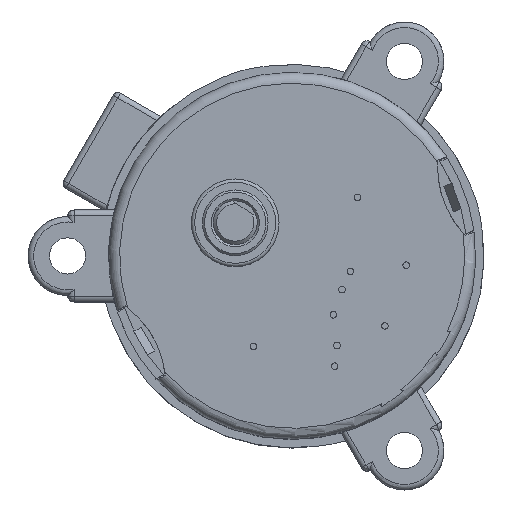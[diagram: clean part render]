
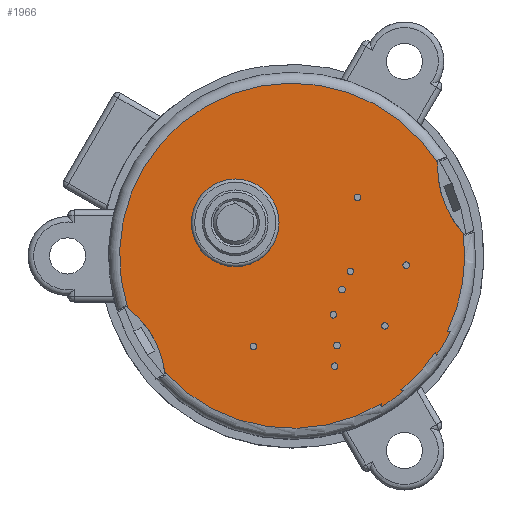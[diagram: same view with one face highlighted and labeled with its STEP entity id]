
A CAD part, top view. The second image highlights one B-rep face of the part: STEP entity #1966.
In plain terms, the highlighted planar face has unit normal (0, 0, 1).
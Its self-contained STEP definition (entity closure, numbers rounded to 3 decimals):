
#1423=FACE_BOUND('',#3520,.T.);
#1424=FACE_BOUND('',#3521,.T.);
#1425=FACE_BOUND('',#3522,.T.);
#1426=FACE_BOUND('',#3523,.T.);
#1427=FACE_BOUND('',#3524,.T.);
#1428=FACE_BOUND('',#3525,.T.);
#1429=FACE_BOUND('',#3526,.T.);
#1430=FACE_BOUND('',#3527,.T.);
#1431=FACE_BOUND('',#3528,.T.);
#1432=FACE_BOUND('',#3529,.T.);
#1433=FACE_BOUND('',#3530,.T.);
#1966=ADVANCED_FACE('',(#1423,#1424,#1425,#1426,#1427,#1428,#1429,#1430,
#1431,#1432,#1433),#2633,.T.);
#2633=PLANE('',#13144);
#3520=EDGE_LOOP('',(#5231,#5232,#5233,#5234,#5235,#5236,#5237,#5238,#5239,
#5240,#5241,#5242));
#3521=EDGE_LOOP('',(#5243));
#3522=EDGE_LOOP('',(#5244));
#3523=EDGE_LOOP('',(#5245));
#3524=EDGE_LOOP('',(#5246));
#3525=EDGE_LOOP('',(#5247));
#3526=EDGE_LOOP('',(#5248));
#3527=EDGE_LOOP('',(#5249));
#3528=EDGE_LOOP('',(#5250));
#3529=EDGE_LOOP('',(#5251));
#3530=EDGE_LOOP('',(#5252));
#4363=CIRCLE('',#13062,15.75);
#4365=CIRCLE('',#13064,15.75);
#4367=CIRCLE('',#13066,15.75);
#4418=CIRCLE('',#13125,1.5);
#4419=CIRCLE('',#13126,16.);
#4420=CIRCLE('',#13127,1.5);
#4421=CIRCLE('',#13128,9.);
#4422=CIRCLE('',#13129,15.75);
#4423=CIRCLE('',#13130,9.);
#4424=CIRCLE('',#13131,1.5);
#4425=CIRCLE('',#13132,16.);
#4426=CIRCLE('',#13133,1.5);
#4427=CIRCLE('',#13134,0.3);
#4428=CIRCLE('',#13135,0.3);
#4429=CIRCLE('',#13136,0.3);
#4430=CIRCLE('',#13137,0.3);
#4431=CIRCLE('',#13138,0.3);
#4432=CIRCLE('',#13139,0.3);
#4433=CIRCLE('',#13140,0.3);
#4434=CIRCLE('',#13141,0.3);
#4435=CIRCLE('',#13142,0.3);
#4436=CIRCLE('',#13143,4.);
#5231=ORIENTED_EDGE('',*,*,#9591,.T.);
#5232=ORIENTED_EDGE('',*,*,#9703,.F.);
#5233=ORIENTED_EDGE('',*,*,#9704,.F.);
#5234=ORIENTED_EDGE('',*,*,#9705,.F.);
#5235=ORIENTED_EDGE('',*,*,#9601,.T.);
#5236=ORIENTED_EDGE('',*,*,#9706,.T.);
#5237=ORIENTED_EDGE('',*,*,#9707,.T.);
#5238=ORIENTED_EDGE('',*,*,#9708,.T.);
#5239=ORIENTED_EDGE('',*,*,#9595,.T.);
#5240=ORIENTED_EDGE('',*,*,#9709,.F.);
#5241=ORIENTED_EDGE('',*,*,#9710,.F.);
#5242=ORIENTED_EDGE('',*,*,#9711,.F.);
#5243=ORIENTED_EDGE('',*,*,#9712,.F.);
#5244=ORIENTED_EDGE('',*,*,#9713,.F.);
#5245=ORIENTED_EDGE('',*,*,#9714,.F.);
#5246=ORIENTED_EDGE('',*,*,#9715,.F.);
#5247=ORIENTED_EDGE('',*,*,#9716,.F.);
#5248=ORIENTED_EDGE('',*,*,#9717,.F.);
#5249=ORIENTED_EDGE('',*,*,#9718,.F.);
#5250=ORIENTED_EDGE('',*,*,#9719,.F.);
#5251=ORIENTED_EDGE('',*,*,#9720,.F.);
#5252=ORIENTED_EDGE('',*,*,#9721,.F.);
#8462=VERTEX_POINT('',#18070);
#8463=VERTEX_POINT('',#18072);
#8466=VERTEX_POINT('',#18084);
#8467=VERTEX_POINT('',#18086);
#8472=VERTEX_POINT('',#18132);
#8473=VERTEX_POINT('',#18134);
#8551=VERTEX_POINT('',#18355);
#8552=VERTEX_POINT('',#18357);
#8553=VERTEX_POINT('',#18360);
#8554=VERTEX_POINT('',#18362);
#8555=VERTEX_POINT('',#18365);
#8556=VERTEX_POINT('',#18367);
#8557=VERTEX_POINT('',#18370);
#8558=VERTEX_POINT('',#18372);
#8559=VERTEX_POINT('',#18374);
#8560=VERTEX_POINT('',#18376);
#8561=VERTEX_POINT('',#18378);
#8562=VERTEX_POINT('',#18380);
#8563=VERTEX_POINT('',#18382);
#8564=VERTEX_POINT('',#18384);
#8565=VERTEX_POINT('',#18386);
#8566=VERTEX_POINT('',#18388);
#9591=EDGE_CURVE('',#8463,#8462,#4363,.T.);
#9595=EDGE_CURVE('',#8467,#8466,#4365,.T.);
#9601=EDGE_CURVE('',#8473,#8472,#4367,.T.);
#9703=EDGE_CURVE('',#8551,#8462,#4418,.T.);
#9704=EDGE_CURVE('',#8552,#8551,#4419,.T.);
#9705=EDGE_CURVE('',#8473,#8552,#4420,.T.);
#9706=EDGE_CURVE('',#8472,#8553,#4421,.T.);
#9707=EDGE_CURVE('',#8553,#8554,#4422,.T.);
#9708=EDGE_CURVE('',#8554,#8467,#4423,.T.);
#9709=EDGE_CURVE('',#8555,#8466,#4424,.T.);
#9710=EDGE_CURVE('',#8556,#8555,#4425,.T.);
#9711=EDGE_CURVE('',#8463,#8556,#4426,.T.);
#9712=EDGE_CURVE('',#8557,#8557,#4427,.T.);
#9713=EDGE_CURVE('',#8558,#8558,#4428,.T.);
#9714=EDGE_CURVE('',#8559,#8559,#4429,.T.);
#9715=EDGE_CURVE('',#8560,#8560,#4430,.T.);
#9716=EDGE_CURVE('',#8561,#8561,#4431,.T.);
#9717=EDGE_CURVE('',#8562,#8562,#4432,.T.);
#9718=EDGE_CURVE('',#8563,#8563,#4433,.T.);
#9719=EDGE_CURVE('',#8564,#8564,#4434,.T.);
#9720=EDGE_CURVE('',#8565,#8565,#4435,.T.);
#9721=EDGE_CURVE('',#8566,#8566,#4436,.T.);
#13062=AXIS2_PLACEMENT_3D('',#18071,#14493,#14494);
#13064=AXIS2_PLACEMENT_3D('',#18085,#14497,#14498);
#13066=AXIS2_PLACEMENT_3D('',#18133,#14501,#14502);
#13125=AXIS2_PLACEMENT_3D('',#18354,#14667,#14668);
#13126=AXIS2_PLACEMENT_3D('',#18356,#14669,#14670);
#13127=AXIS2_PLACEMENT_3D('',#18358,#14671,#14672);
#13128=AXIS2_PLACEMENT_3D('',#18359,#14673,#14674);
#13129=AXIS2_PLACEMENT_3D('',#18361,#14675,#14676);
#13130=AXIS2_PLACEMENT_3D('',#18363,#14677,#14678);
#13131=AXIS2_PLACEMENT_3D('',#18364,#14679,#14680);
#13132=AXIS2_PLACEMENT_3D('',#18366,#14681,#14682);
#13133=AXIS2_PLACEMENT_3D('',#18368,#14683,#14684);
#13134=AXIS2_PLACEMENT_3D('',#18369,#14685,#14686);
#13135=AXIS2_PLACEMENT_3D('',#18371,#14687,#14688);
#13136=AXIS2_PLACEMENT_3D('',#18373,#14689,#14690);
#13137=AXIS2_PLACEMENT_3D('',#18375,#14691,#14692);
#13138=AXIS2_PLACEMENT_3D('',#18377,#14693,#14694);
#13139=AXIS2_PLACEMENT_3D('',#18379,#14695,#14696);
#13140=AXIS2_PLACEMENT_3D('',#18381,#14697,#14698);
#13141=AXIS2_PLACEMENT_3D('',#18383,#14699,#14700);
#13142=AXIS2_PLACEMENT_3D('',#18385,#14701,#14702);
#13143=AXIS2_PLACEMENT_3D('',#18387,#14703,#14704);
#13144=AXIS2_PLACEMENT_3D('',#18389,#14705,#14706);
#14493=DIRECTION('',(0.,0.,1.));
#14494=DIRECTION('',(-0.866,0.5,0.));
#14497=DIRECTION('',(0.,0.,1.));
#14498=DIRECTION('',(-0.866,0.5,0.));
#14501=DIRECTION('',(0.,0.,1.));
#14502=DIRECTION('',(-0.866,0.5,0.));
#14667=DIRECTION('',(0.,0.,-1.));
#14668=DIRECTION('',(0.866,-0.5,0.));
#14669=DIRECTION('',(0.,0.,-1.));
#14670=DIRECTION('',(0.866,-0.5,0.));
#14671=DIRECTION('',(0.,0.,-1.));
#14672=DIRECTION('',(0.866,-0.5,0.));
#14673=DIRECTION('',(0.,0.,-1.));
#14674=DIRECTION('',(0.866,-0.5,0.));
#14675=DIRECTION('',(0.,0.,1.));
#14676=DIRECTION('',(-0.866,0.5,0.));
#14677=DIRECTION('',(0.,0.,-1.));
#14678=DIRECTION('',(-0.94,0.342,0.));
#14679=DIRECTION('',(0.,0.,-1.));
#14680=DIRECTION('',(0.574,-0.819,0.));
#14681=DIRECTION('',(0.,0.,-1.));
#14682=DIRECTION('',(0.866,-0.5,0.));
#14683=DIRECTION('',(0.,0.,-1.));
#14684=DIRECTION('',(0.574,-0.819,0.));
#14685=DIRECTION('',(0.,0.,1.));
#14686=DIRECTION('',(-0.866,0.5,0.));
#14687=DIRECTION('',(0.,0.,1.));
#14688=DIRECTION('',(-0.866,0.5,0.));
#14689=DIRECTION('',(0.,0.,1.));
#14690=DIRECTION('',(-0.866,0.5,0.));
#14691=DIRECTION('',(0.,0.,1.));
#14692=DIRECTION('',(-0.866,0.5,0.));
#14693=DIRECTION('',(0.,0.,1.));
#14694=DIRECTION('',(-0.866,0.5,0.));
#14695=DIRECTION('',(0.,0.,1.));
#14696=DIRECTION('',(-0.866,0.5,0.));
#14697=DIRECTION('',(0.,0.,1.));
#14698=DIRECTION('',(-0.866,0.5,0.));
#14699=DIRECTION('',(0.,0.,1.));
#14700=DIRECTION('',(-0.866,0.5,0.));
#14701=DIRECTION('',(0.,0.,1.));
#14702=DIRECTION('',(-0.866,0.5,0.));
#14703=DIRECTION('',(0.,0.,1.));
#14704=DIRECTION('',(-0.866,0.5,0.));
#14705=DIRECTION('',(0.,0.,1.));
#14706=DIRECTION('',(-0.866,0.5,0.));
#18070=CARTESIAN_POINT('',(13.066,-8.795,36.933));
#18071=CARTESIAN_POINT('',(0.,0.,
36.933));
#18072=CARTESIAN_POINT('',(9.9,-12.25,36.933));
#18084=CARTESIAN_POINT('',(8.125,-13.493,36.933));
#18085=CARTESIAN_POINT('',(0.,0.,
36.933));
#18086=CARTESIAN_POINT('',(-11.605,-10.648,36.933));
#18132=CARTESIAN_POINT('',(15.617,2.046,36.933));
#18133=CARTESIAN_POINT('',(0.,0.,
36.933));
#18134=CARTESIAN_POINT('',(14.149,-6.918,36.933));
#18354=CARTESIAN_POINT('',(14.506,-8.375,36.933));
#18355=CARTESIAN_POINT('',(13.178,-9.073,36.933));
#18356=CARTESIAN_POINT('',(0.,0.,
36.933));
#18357=CARTESIAN_POINT('',(14.447,-6.876,36.933));
#18358=CARTESIAN_POINT('',(14.506,-8.375,36.933));
#18359=CARTESIAN_POINT('',(22.271,8.106,36.933));
#18360=CARTESIAN_POINT('',(13.278,8.471,36.933));
#18361=CARTESIAN_POINT('',(0.,0.,
36.933));
#18362=CARTESIAN_POINT('',(-15.024,-4.727,36.933));
#18363=CARTESIAN_POINT('',(-20.525,-11.85,36.933));
#18364=CARTESIAN_POINT('',(9.607,-13.721,36.933));
#18365=CARTESIAN_POINT('',(8.109,-13.793,36.933));
#18366=CARTESIAN_POINT('',(0.,0.,
36.933));
#18367=CARTESIAN_POINT('',(10.188,-12.338,36.933));
#18368=CARTESIAN_POINT('',(9.607,-13.721,36.933));
#18369=CARTESIAN_POINT('',(5.963,5.334,36.933));
#18370=CARTESIAN_POINT('',(5.703,5.484,36.933));
#18371=CARTESIAN_POINT('',(10.409,-0.86,36.933));
#18372=CARTESIAN_POINT('',(10.149,-0.71,36.933));
#18373=CARTESIAN_POINT('',(5.314,-1.418,36.933));
#18374=CARTESIAN_POINT('',(5.054,-1.268,36.933));
#18375=CARTESIAN_POINT('',(8.46,-6.403,36.933));
#18376=CARTESIAN_POINT('',(8.2,-6.253,36.933));
#18377=CARTESIAN_POINT('',(4.552,-3.087,36.933));
#18378=CARTESIAN_POINT('',(4.292,-2.937,36.933));
#18379=CARTESIAN_POINT('',(3.762,-5.392,36.933));
#18380=CARTESIAN_POINT('',(3.502,-5.242,36.933));
#18381=CARTESIAN_POINT('',(4.093,-8.192,36.933));
#18382=CARTESIAN_POINT('',(3.834,-8.042,36.933));
#18383=CARTESIAN_POINT('',(3.878,-10.08,36.933));
#18384=CARTESIAN_POINT('',(3.618,-9.93,36.933));
#18385=CARTESIAN_POINT('',(-3.531,-8.278,36.933));
#18386=CARTESIAN_POINT('',(-3.791,-8.128,36.933));
#18387=CARTESIAN_POINT('',(-5.196,3.,36.933));
#18388=CARTESIAN_POINT('',(-8.66,5.,36.933));
#18389=CARTESIAN_POINT('',(0.,0.,
36.933));
